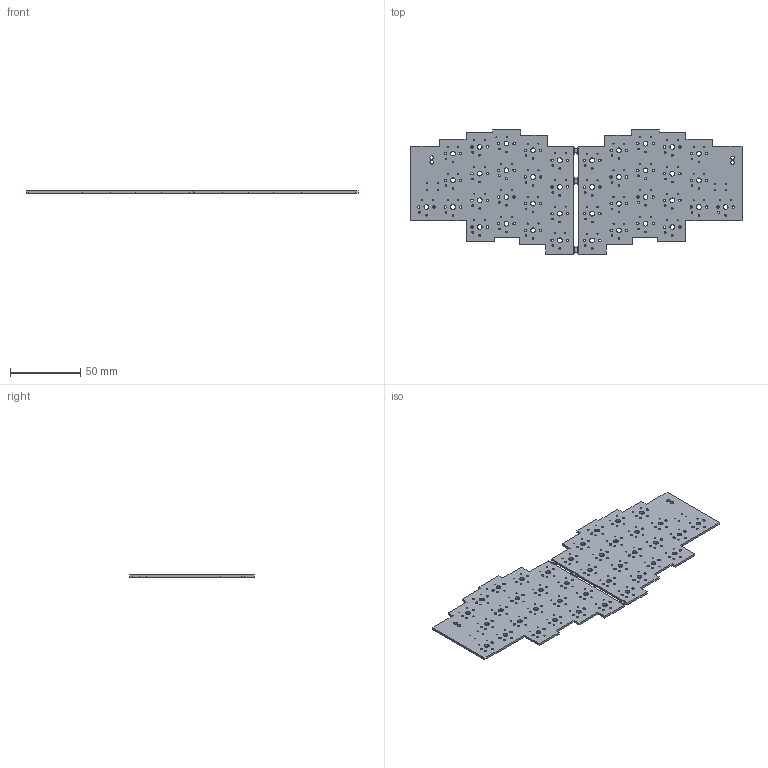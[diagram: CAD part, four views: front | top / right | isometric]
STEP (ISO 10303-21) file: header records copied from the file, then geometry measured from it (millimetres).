
FILE_DESCRIPTION(('KiCad electronic assembly'),'2;1');
FILE_NAME('Split-Keyboard.step','2025-10-24T22:22:13',('Pcbnew'),( 'Kicad'),'Open CASCADE STEP processor 7.9','KiCad to STEP converter' ,'Unknown');
FILE_SCHEMA(('AUTOMOTIVE_DESIGN { 1 0 10303 214 1 1 1 1 }'));
Length unit declared in the file: millimetre
Products named in the file (2): Split-Keyboard 1; Split-Keyboard_PCB
Assembly tree (1 placements, depth 2):
  Split-Keyboard 1
    Split-Keyboard_PCB
Bounding box: 236.98 x 89.01 x 1.51 mm (x, y, z)
Volume: 23737.7 mm3; surface area: 34889.7 mm2
Topology: 1 solids, 1 shells, 381 faces, 1137 edges, 758 vertices
Faces by surface type: cylinder 328, plane 53
Full cylindrical faces by diameter (mm): 0.5 x30, 0.8 x88, 1.2 x80, 1.7 x80, 2.5 x4, 3.4 x40
Entity records: 14520 total; most frequent: DIRECTION 2559, CARTESIAN_POINT 2278, ORIENTED_EDGE 2274, EDGE_CURVE 1137, AXIS2_PLACEMENT_3D 1039, FACE_BOUND 1029, EDGE_LOOP 1029, VERTEX_POINT 758
